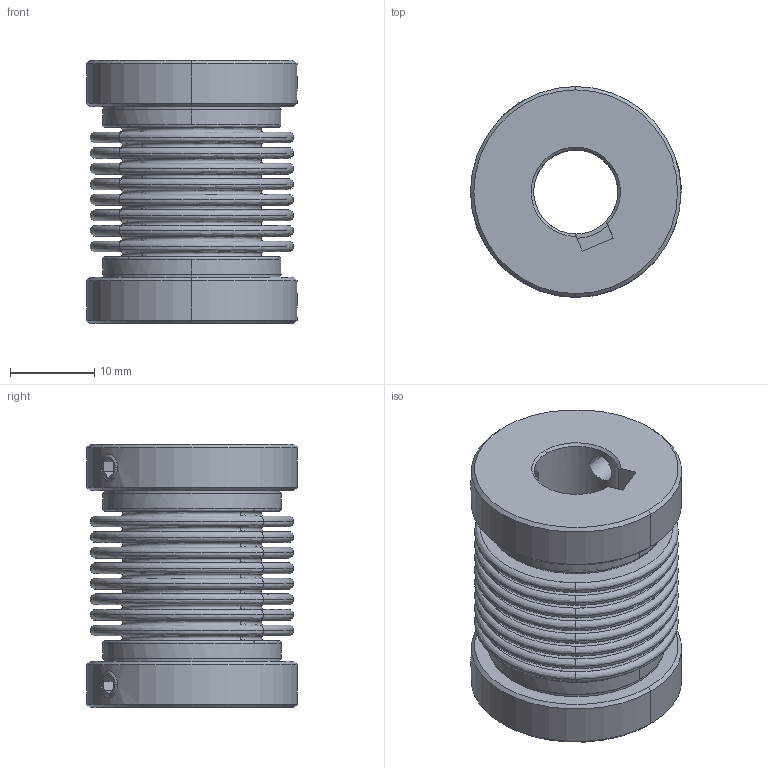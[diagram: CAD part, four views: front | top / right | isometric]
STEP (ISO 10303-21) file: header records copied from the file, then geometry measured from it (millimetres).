
FILE_DESCRIPTION (( 'STEP AP203' ), '1' );
FILE_NAME ('M016_9404-S10-10.STEP', '2018-04-05T15:55:14', ( '' ), ( '' ), 'SwSTEP 2.0', 'SolidWorks 2016', '' );
FILE_SCHEMA (( 'CONFIG_CONTROL_DESIGN' ));
Length unit declared in the file: millimetre
Products named in the file (1): M016_9404-S10-10
Bounding box: 25.06 x 25 x 31.25 mm (x, y, z)
Volume: 7380.8 mm3; surface area: 13856.1 mm2
Topology: 2 solids, 4 shells, 331 faces, 727 edges, 438 vertices
Faces by surface type: plane 123, bspline 110, cylinder 50, cone 48
Entity records: 17266 total; most frequent: CARTESIAN_POINT 10597, ORIENTED_EDGE 1422, DIRECTION 1289, EDGE_CURVE 711, AXIS2_PLACEMENT_3D 528, VERTEX_POINT 438, EDGE_LOOP 385, ADVANCED_FACE 331
